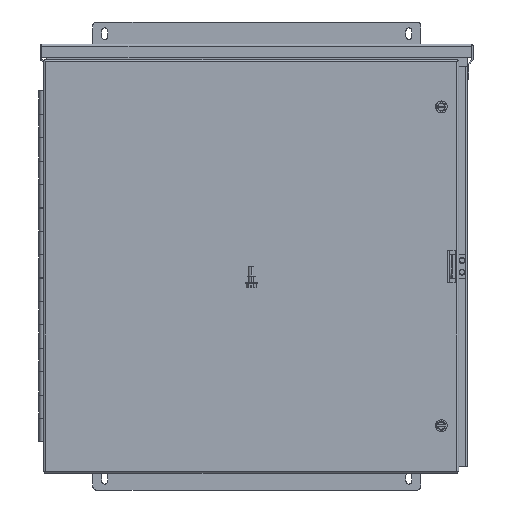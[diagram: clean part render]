
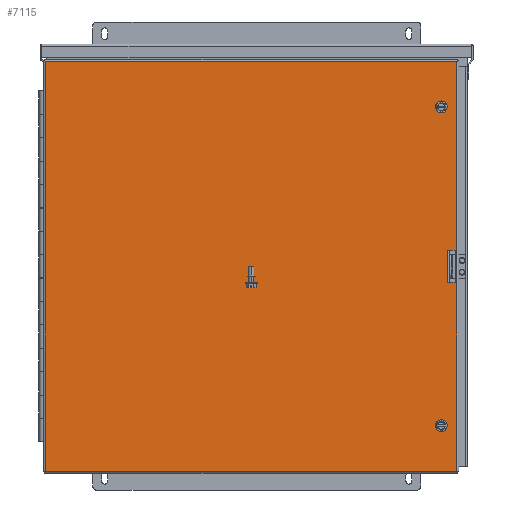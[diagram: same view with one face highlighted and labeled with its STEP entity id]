
A CAD part, front view. The second image highlights one B-rep face of the part: STEP entity #7115.
In plain terms, the highlighted planar face has unit normal (0, -1, 0).
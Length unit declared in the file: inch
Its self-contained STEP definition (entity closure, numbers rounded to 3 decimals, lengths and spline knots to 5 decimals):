
#143 = EDGE_CURVE ( 'NONE', #11165, #2842, #6116, .T. ) ;
#426 = VERTEX_POINT ( 'NONE', #8460 ) ;
#618 = LINE ( 'NONE', #9086, #10708 ) ;
#1149 = CARTESIAN_POINT ( 'NONE',  ( 7.881, -6.157, -7.2555 ) ) ;
#1300 = ORIENTED_EDGE ( 'NONE', *, *, #25603, .T. ) ;
#1485 = CARTESIAN_POINT ( 'NONE',  ( 8.545, -6.157, 8.3135 ) ) ;
#1707 = ORIENTED_EDGE ( 'NONE', *, *, #143, .T. ) ;
#1993 = VECTOR ( 'NONE', #22264, 39.37008 ) ;
#2287 = CARTESIAN_POINT ( 'NONE',  ( 8.545, -6.157, -9.1995 ) ) ;
#2532 = DIRECTION ( 'NONE',  ( -1., 0., 0. ) ) ;
#2842 = VERTEX_POINT ( 'NONE', #21570 ) ;
#3224 = DIRECTION ( 'NONE',  ( 1., 0., 0. ) ) ;
#3262 = DIRECTION ( 'NONE',  ( 0., 1., 0. ) ) ;
#3321 = CARTESIAN_POINT ( 'NONE',  ( -9.033, -6.157, -9.1995 ) ) ;
#3383 = CARTESIAN_POINT ( 'NONE',  ( 8.47425, -6.157, 0.2445 ) ) ;
#3573 = CIRCLE ( 'NONE', #17044, 0.133 ) ;
#4540 = CARTESIAN_POINT ( 'NONE',  ( 8.545, -6.157, -9.1995 ) ) ;
#4771 = EDGE_CURVE ( 'NONE', #14297, #8322, #3573, .T. ) ;
#5203 = DIRECTION ( 'NONE',  ( 1., 0., 0. ) ) ;
#5229 = LINE ( 'NONE', #21887, #17932 ) ;
#5358 = DIRECTION ( 'NONE',  ( 1., 0., 0. ) ) ;
#5461 = FACE_BOUND ( 'NONE', #25188, .T. ) ;
#5534 = EDGE_CURVE ( 'NONE', #16317, #7052, #5229, .T. ) ;
#5770 = VERTEX_POINT ( 'NONE', #18903 ) ;
#5910 = ORIENTED_EDGE ( 'NONE', *, *, #6604, .T. ) ;
#6034 = ORIENTED_EDGE ( 'NONE', *, *, #17310, .T. ) ;
#6055 = CARTESIAN_POINT ( 'NONE',  ( 8.16175, -6.157, 0.2445 ) ) ;
#6116 = LINE ( 'NONE', #18657, #20907 ) ;
#6604 = EDGE_CURVE ( 'NONE', #19118, #5770, #11841, .T. ) ;
#7052 = VERTEX_POINT ( 'NONE', #25700 ) ;
#7115 = ADVANCED_FACE ( 'NONE', ( #15253, #11415, #17354, #5461 ), #7322, .T. ) ;
#7322 = PLANE ( 'NONE',  #24549 ) ;
#7499 = DIRECTION ( 'NONE',  ( 1., 0., 0. ) ) ;
#7513 = ORIENTED_EDGE ( 'NONE', *, *, #17240, .T. ) ;
#8075 = LINE ( 'NONE', #22225, #9521 ) ;
#8254 = CIRCLE ( 'NONE', #14574, 0.133 ) ;
#8322 = VERTEX_POINT ( 'NONE', #20124 ) ;
#8460 = CARTESIAN_POINT ( 'NONE',  ( 7.748, -6.157, 6.3695 ) ) ;
#9086 = CARTESIAN_POINT ( 'NONE',  ( 8.545, -6.157, -9.1995 ) ) ;
#9275 = LINE ( 'NONE', #3321, #18035 ) ;
#9307 = VECTOR ( 'NONE', #21361, 39.37008 ) ;
#9516 = EDGE_CURVE ( 'NONE', #18592, #426, #25012, .T. ) ;
#9521 = VECTOR ( 'NONE', #12173, 39.37008 ) ;
#9620 = ORIENTED_EDGE ( 'NONE', *, *, #10696, .T. ) ;
#10619 = LINE ( 'NONE', #4540, #1993 ) ;
#10696 = EDGE_CURVE ( 'NONE', #18415, #16765, #618, .T. ) ;
#10708 = VECTOR ( 'NONE', #25221, 39.37008 ) ;
#11165 = VERTEX_POINT ( 'NONE', #1485 ) ;
#11415 = FACE_BOUND ( 'NONE', #15445, .T. ) ;
#11841 = LINE ( 'NONE', #3383, #9307 ) ;
#12168 = CARTESIAN_POINT ( 'NONE',  ( 8.014, -6.157, -7.2555 ) ) ;
#12173 = DIRECTION ( 'NONE',  ( 0., 0., -1. ) ) ;
#12290 = EDGE_LOOP ( 'NONE', ( #7513, #23364, #13547, #5910 ) ) ;
#12763 = AXIS2_PLACEMENT_3D ( 'NONE', #15278, #23343, #5358 ) ;
#13293 = DIRECTION ( 'NONE',  ( -1., 0., 0. ) ) ;
#13547 = ORIENTED_EDGE ( 'NONE', *, *, #15714, .T. ) ;
#14039 = EDGE_CURVE ( 'NONE', #2842, #18415, #9275, .T. ) ;
#14297 = VERTEX_POINT ( 'NONE', #12168 ) ;
#14574 = AXIS2_PLACEMENT_3D ( 'NONE', #1149, #3262, #18629 ) ;
#15253 = FACE_OUTER_BOUND ( 'NONE', #23796, .T. ) ;
#15278 = CARTESIAN_POINT ( 'NONE',  ( 7.881, -6.157, 6.3695 ) ) ;
#15445 = EDGE_LOOP ( 'NONE', ( #24008, #1300 ) ) ;
#15701 = CARTESIAN_POINT ( 'NONE',  ( 7.881, -6.157, -7.2555 ) ) ;
#15714 = EDGE_CURVE ( 'NONE', #7052, #19118, #23801, .T. ) ;
#16317 = VERTEX_POINT ( 'NONE', #24532 ) ;
#16358 = ORIENTED_EDGE ( 'NONE', *, *, #19197, .T. ) ;
#16684 = ORIENTED_EDGE ( 'NONE', *, *, #14039, .T. ) ;
#16765 = VERTEX_POINT ( 'NONE', #2287 ) ;
#16834 = CARTESIAN_POINT ( 'NONE',  ( 7.881, -6.157, 6.3695 ) ) ;
#16893 = ORIENTED_EDGE ( 'NONE', *, *, #4771, .T. ) ;
#17044 = AXIS2_PLACEMENT_3D ( 'NONE', #15701, #23770, #7499 ) ;
#17222 = CARTESIAN_POINT ( 'NONE',  ( 8.545, -6.157, -9.1995 ) ) ;
#17240 = EDGE_CURVE ( 'NONE', #5770, #16317, #8075, .T. ) ;
#17310 = EDGE_CURVE ( 'NONE', #8322, #14297, #8254, .T. ) ;
#17354 = FACE_BOUND ( 'NONE', #12290, .T. ) ;
#17701 = VECTOR ( 'NONE', #24308, 39.37008 ) ;
#17932 = VECTOR ( 'NONE', #13293, 39.37008 ) ;
#18035 = VECTOR ( 'NONE', #19046, 39.37008 ) ;
#18415 = VERTEX_POINT ( 'NONE', #24342 ) ;
#18592 = VERTEX_POINT ( 'NONE', #21021 ) ;
#18629 = DIRECTION ( 'NONE',  ( 1., 0., 0. ) ) ;
#18657 = CARTESIAN_POINT ( 'NONE',  ( 8.545, -6.157, 8.3135 ) ) ;
#18903 = CARTESIAN_POINT ( 'NONE',  ( 8.47425, -6.157, 0.2445 ) ) ;
#19046 = DIRECTION ( 'NONE',  ( 0., 0., -1. ) ) ;
#19118 = VERTEX_POINT ( 'NONE', #19261 ) ;
#19197 = EDGE_CURVE ( 'NONE', #16765, #11165, #10619, .T. ) ;
#19261 = CARTESIAN_POINT ( 'NONE',  ( 8.16175, -6.157, 0.2445 ) ) ;
#20124 = CARTESIAN_POINT ( 'NONE',  ( 7.748, -6.157, -7.2555 ) ) ;
#20771 = AXIS2_PLACEMENT_3D ( 'NONE', #16834, #22935, #3224 ) ;
#20907 = VECTOR ( 'NONE', #2532, 39.37008 ) ;
#21021 = CARTESIAN_POINT ( 'NONE',  ( 8.014, -6.157, 6.3695 ) ) ;
#21361 = DIRECTION ( 'NONE',  ( 1., 0., 0. ) ) ;
#21570 = CARTESIAN_POINT ( 'NONE',  ( -9.033, -6.157, 8.3135 ) ) ;
#21887 = CARTESIAN_POINT ( 'NONE',  ( 8.16175, -6.157, -1.1305 ) ) ;
#22225 = CARTESIAN_POINT ( 'NONE',  ( 8.47425, -6.157, -1.1305 ) ) ;
#22264 = DIRECTION ( 'NONE',  ( 0., 0., 1. ) ) ;
#22935 = DIRECTION ( 'NONE',  ( 0., 1., 0. ) ) ;
#23319 = DIRECTION ( 'NONE',  ( 0., -1., 0. ) ) ;
#23343 = DIRECTION ( 'NONE',  ( 0., 1., 0. ) ) ;
#23364 = ORIENTED_EDGE ( 'NONE', *, *, #5534, .T. ) ;
#23770 = DIRECTION ( 'NONE',  ( 0., 1., 0. ) ) ;
#23796 = EDGE_LOOP ( 'NONE', ( #1707, #16684, #9620, #16358 ) ) ;
#23801 = LINE ( 'NONE', #6055, #17701 ) ;
#24008 = ORIENTED_EDGE ( 'NONE', *, *, #9516, .T. ) ;
#24308 = DIRECTION ( 'NONE',  ( 0., 0., 1. ) ) ;
#24342 = CARTESIAN_POINT ( 'NONE',  ( -9.033, -6.157, -9.1995 ) ) ;
#24532 = CARTESIAN_POINT ( 'NONE',  ( 8.47425, -6.157, -1.1305 ) ) ;
#24549 = AXIS2_PLACEMENT_3D ( 'NONE', #17222, #23319, #5203 ) ;
#25011 = CIRCLE ( 'NONE', #12763, 0.133 ) ;
#25012 = CIRCLE ( 'NONE', #20771, 0.133 ) ;
#25188 = EDGE_LOOP ( 'NONE', ( #16893, #6034 ) ) ;
#25221 = DIRECTION ( 'NONE',  ( 1., 0., 0. ) ) ;
#25603 = EDGE_CURVE ( 'NONE', #426, #18592, #25011, .T. ) ;
#25700 = CARTESIAN_POINT ( 'NONE',  ( 8.16175, -6.157, -1.1305 ) ) ;
